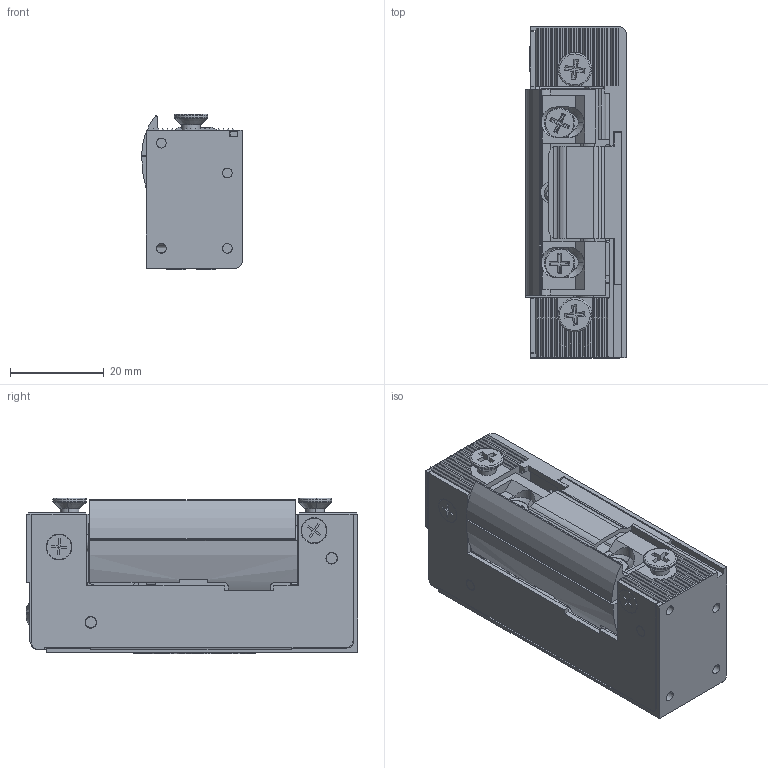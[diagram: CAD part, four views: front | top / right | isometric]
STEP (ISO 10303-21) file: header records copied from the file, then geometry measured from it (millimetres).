
FILE_DESCRIPTION (( 'STEP AP214' ), '1' );
FILE_NAME ('SER2M.step', '2025-03-31T08:51:44', ( '' ), ( '' ), 'SwSTEP 2.0', 'SolidWorks 2024', '' );
FILE_SCHEMA (( 'AUTOMOTIVE_DESIGN' ));
Length unit declared in the file: millimetre
Products named in the file (1): SER2M
Bounding box: 21.5 x 70.97 x 33.2 mm (x, y, z)
Surface area: 24166 mm2 (no closed solid volume)
Topology: 0 solids, 22 shells, 2056 faces, 5394 edges, 3481 vertices
Faces by surface type: plane 1424, cylinder 520, cone 66, bspline 45, sphere 1
Full cylindrical faces by diameter (mm): 3 x2
Entity records: 69904 total; most frequent: CARTESIAN_POINT 19189, ORIENTED_EDGE 10752, DIRECTION 10185, EDGE_CURVE 5385, VECTOR 3791, LINE 3791, VERTEX_POINT 3485, AXIS2_PLACEMENT_3D 3197
